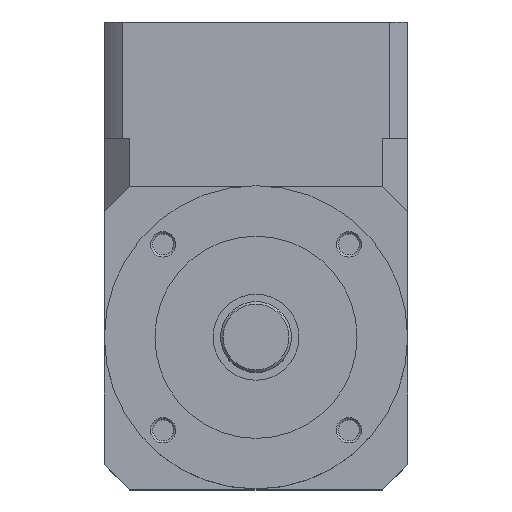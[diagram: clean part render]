
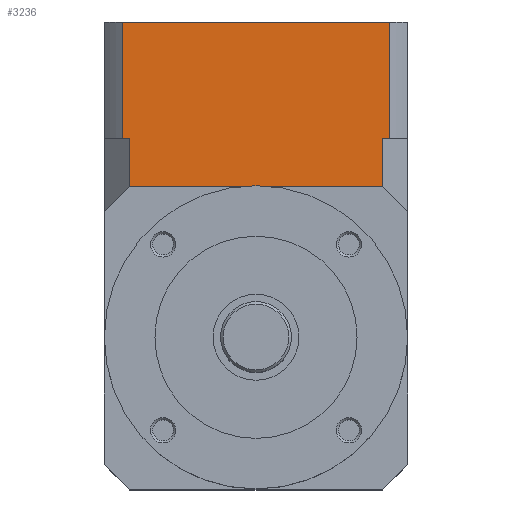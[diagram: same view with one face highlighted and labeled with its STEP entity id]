
A CAD part, top view. The second image highlights one B-rep face of the part: STEP entity #3236.
In plain terms, the highlighted planar face has unit normal (0, 0, 1).
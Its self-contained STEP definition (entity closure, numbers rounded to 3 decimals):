
#54=PLANE('',#3429);
#206=LINE('',#4544,#401);
#208=LINE('',#4548,#403);
#210=LINE('',#4552,#405);
#211=LINE('',#4554,#406);
#212=LINE('',#4556,#407);
#213=LINE('',#4558,#408);
#214=LINE('',#4560,#409);
#215=LINE('',#4562,#410);
#401=VECTOR('',#3826,1000.);
#403=VECTOR('',#3832,1000.);
#405=VECTOR('',#3836,1000.);
#406=VECTOR('',#3837,1000.);
#407=VECTOR('',#3838,1000.);
#408=VECTOR('',#3839,1000.);
#409=VECTOR('',#3840,1000.);
#410=VECTOR('',#3841,1000.);
#683=ORIENTED_EDGE('',*,*,#1232,.F.);
#684=ORIENTED_EDGE('',*,*,#1230,.T.);
#685=ORIENTED_EDGE('',*,*,#1234,.T.);
#686=ORIENTED_EDGE('',*,*,#1235,.T.);
#687=ORIENTED_EDGE('',*,*,#1236,.F.);
#688=ORIENTED_EDGE('',*,*,#1237,.F.);
#689=ORIENTED_EDGE('',*,*,#1238,.T.);
#690=ORIENTED_EDGE('',*,*,#1239,.T.);
#1230=EDGE_CURVE('',#1493,#1508,#206,.T.);
#1232=EDGE_CURVE('',#1493,#1510,#208,.T.);
#1234=EDGE_CURVE('',#1508,#1511,#210,.T.);
#1235=EDGE_CURVE('',#1511,#1512,#211,.T.);
#1236=EDGE_CURVE('',#1513,#1512,#212,.T.);
#1237=EDGE_CURVE('',#1514,#1513,#213,.T.);
#1238=EDGE_CURVE('',#1514,#1515,#214,.T.);
#1239=EDGE_CURVE('',#1515,#1510,#215,.T.);
#1493=VERTEX_POINT('',#4502);
#1508=VERTEX_POINT('',#4539);
#1510=VERTEX_POINT('',#4549);
#1511=VERTEX_POINT('',#4553);
#1512=VERTEX_POINT('',#4555);
#1513=VERTEX_POINT('',#4557);
#1514=VERTEX_POINT('',#4559);
#1515=VERTEX_POINT('',#4561);
#1778=EDGE_LOOP('',(#683,#684,#685,#686,#687,#688,#689,#690));
#1987=FACE_BOUND('',#1778,.T.);
#3236=ADVANCED_FACE('',(#1987),#54,.T.);
#3429=AXIS2_PLACEMENT_3D('',#4551,#3834,#3835);
#3826=DIRECTION('',(1.,0.,0.));
#3832=DIRECTION('',(0.,1.,0.));
#3834=DIRECTION('',(0.,0.,1.));
#3835=DIRECTION('',(1.,0.,0.));
#3836=DIRECTION('',(0.,1.,0.));
#3837=DIRECTION('',(1.,0.,0.));
#3838=DIRECTION('',(0.,-1.,0.));
#3839=DIRECTION('',(1.,0.,0.));
#3840=DIRECTION('',(0.,-1.,0.));
#3841=DIRECTION('',(1.,0.,0.));
#4502=CARTESIAN_POINT('',(-25.,30.,-64.5));
#4539=CARTESIAN_POINT('',(25.,30.,-64.5));
#4544=CARTESIAN_POINT('',(25.,30.,-64.5));
#4548=CARTESIAN_POINT('',(-25.,-30.,-64.5));
#4549=CARTESIAN_POINT('',(-25.,39.5,-64.5));
#4551=CARTESIAN_POINT('',(-25.,-30.,-64.5));
#4552=CARTESIAN_POINT('',(25.,-30.,-64.5));
#4553=CARTESIAN_POINT('',(25.,39.5,-64.5));
#4554=CARTESIAN_POINT('',(-26.458,39.5,-64.5));
#4555=CARTESIAN_POINT('',(26.458,39.5,-64.5));
#4556=CARTESIAN_POINT('',(26.458,62.5,-64.5));
#4557=CARTESIAN_POINT('',(26.458,62.5,-64.5));
#4558=CARTESIAN_POINT('',(-26.458,62.5,-64.5));
#4559=CARTESIAN_POINT('',(-26.458,62.5,-64.5));
#4560=CARTESIAN_POINT('',(-26.458,62.5,-64.5));
#4561=CARTESIAN_POINT('',(-26.458,39.5,-64.5));
#4562=CARTESIAN_POINT('',(-26.458,39.5,-64.5));
